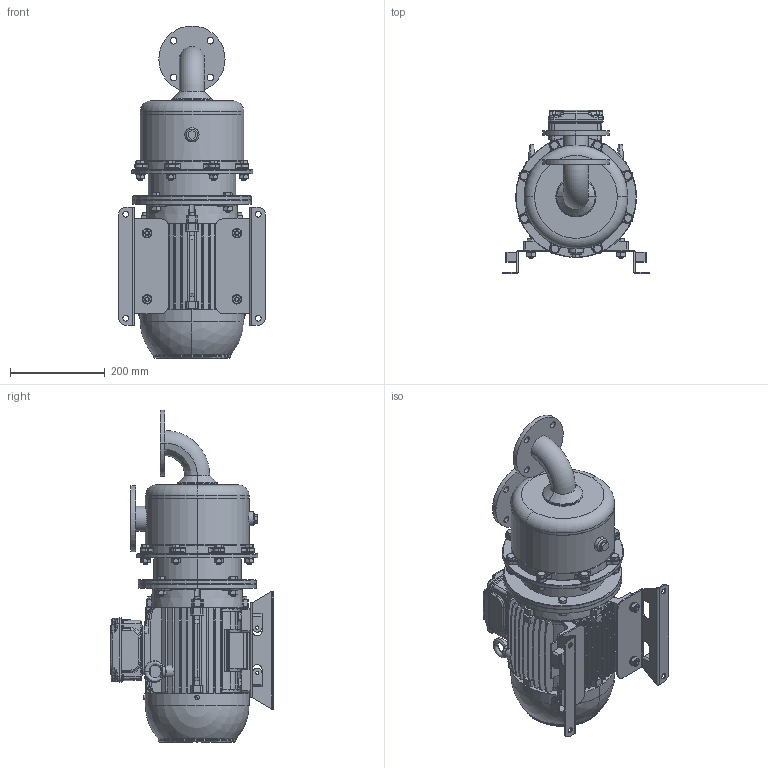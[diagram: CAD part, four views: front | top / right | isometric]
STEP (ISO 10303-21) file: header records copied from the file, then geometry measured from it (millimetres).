
FILE_DESCRIPTION (( 'STEP AP203' ), '1' );
FILE_NAME ('Ýëåêòðîíàñîñíûé àãðåãàò ÕÌñ 35_25Ê5-7,5_2.STEP', '2016-04-07T21:42:49', ( '' ), ( '' ), 'SwSTEP 2.0', 'SolidWorks 2015', '' );
FILE_SCHEMA (( 'CONFIG_CONTROL_DESIGN' ));
Length unit declared in the file: millimetre
Products named in the file (13): Ôëàíåö ÕÌñ 25-30; 112M (7,5êÂò); Ýëåêòðîíàñîñíûé àãðåãàò ÕÌñ 35_25Ê5-7,5_2; 冓憵 35_25; 婜縺蹞 35_25; 扻錪犩 35_25; Êàñòðþëÿ 35_25; 署赅 赅耱瘙腓 35_25; Áîëò Ì10; Ïîäâîä ïðîäîëæåíèå 35_25; ﾘ琺矜; 砐鳱鍱 35_25; Ãàéêà
Assembly tree (59 placements, depth 2):
  Ýëåêòðîíàñîñíûé àãðåãàò ÕÌñ 35_25Ê5-7,5_2
    Áîëò Ì10  x16
    ﾘ琺矜  x16
    Ãàéêà  x16
    112M (7,5êÂò)
    冓憵 35_25  x2
    婜縺蹞 35_25
    扻錪犩 35_25
    Êàñòðþëÿ 35_25
    署赅 赅耱瘙腓 35_25
    Ïîäâîä ïðîäîëæåíèå 35_25
    砐鳱鍱 35_25
    Ôëàíåö ÕÌñ 25-30  x2
Bounding box: 310 x 346 x 702.05 mm (x, y, z)
Volume: 13459972.7 mm3; surface area: 1386992.2 mm2
Topology: 59 solids, 59 shells, 3585 faces, 8813 edges, 5539 vertices
Faces by surface type: plane 1883, cylinder 685, cone 540, bspline 231, torus 230, sphere 16
Entity records: 101651 total; most frequent: CARTESIAN_POINT 34942, ORIENTED_EDGE 13730, DIRECTION 12609, EDGE_CURVE 6865, VERTEX_POINT 4401, AXIS2_PLACEMENT_3D 4227, VECTOR 4155, LINE 4155
